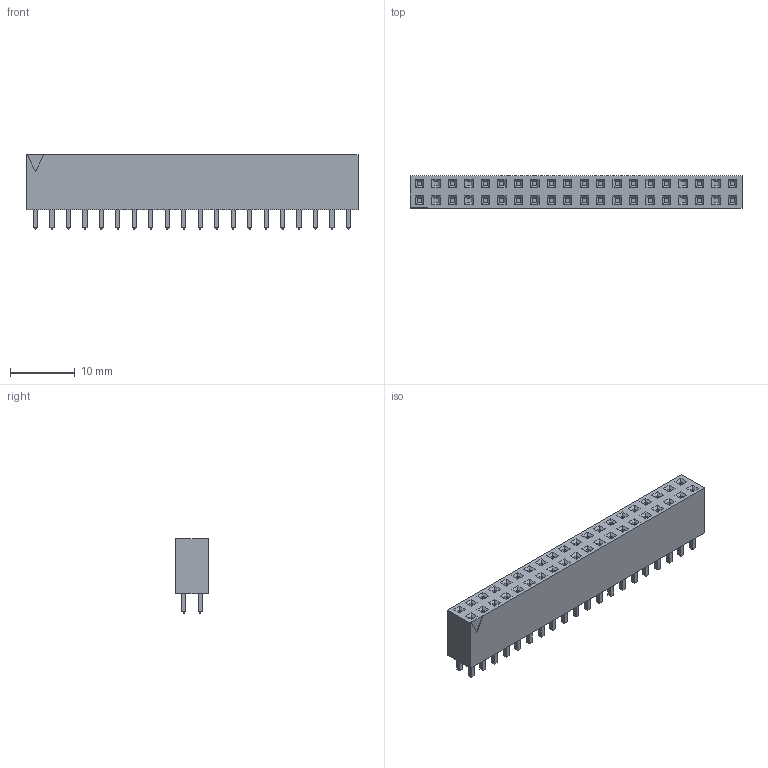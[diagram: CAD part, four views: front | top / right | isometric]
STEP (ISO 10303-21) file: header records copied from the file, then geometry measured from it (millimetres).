
FILE_DESCRIPTION(('FreeCAD Model'),'2;1');
FILE_NAME('288685.5.1.stp','2023-04-24T11:30:44',( 'Author'),(''),'Open CASCADE STEP processor 6.9','FreeCAD','Unknown' );
FILE_SCHEMA(('AUTOMOTIVE_DESIGN { 1 0 10303 214 1 1 1 1 }'));
Length unit declared in the file: millimetre
Products named in the file (3): ASSEMBLY; Body; LeadsArray
Assembly tree (2 placements, depth 2):
  ASSEMBLY
    Body
    LeadsArray
Bounding box: 51.2 x 5.04 x 11.5 mm (x, y, z)
Volume: 2147.7 mm3; surface area: 2669.2 mm2
Topology: 41 solids, 41 shells, 769 faces, 1621 edges, 974 vertices
Faces by surface type: plane 769
Entity records: 41107 total; most frequent: CARTESIAN_POINT 6609, DIRECTION 6407, LINE 4863, VECTOR 4863, ORIENTED_EDGE 3242, PCURVE 3242, DEFINITIONAL_REPRESENTATION 3242, EDGE_CURVE 1621
